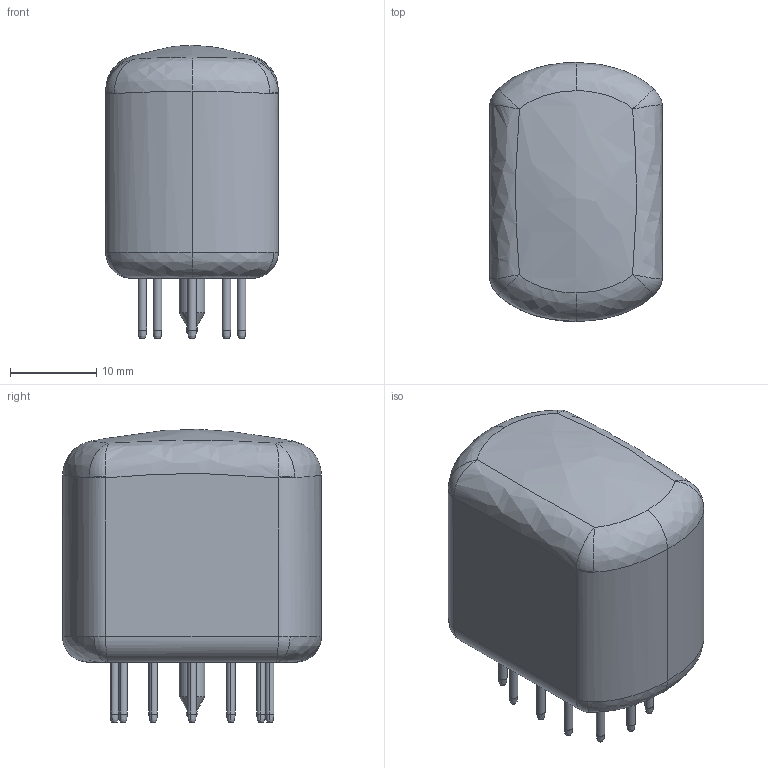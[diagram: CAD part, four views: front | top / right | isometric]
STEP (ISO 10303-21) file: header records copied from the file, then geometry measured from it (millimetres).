
FILE_DESCRIPTION(('FreeCAD Model'),'2;1');
FILE_NAME('Open CASCADE Shape Model','2024-01-16T22:55:51',('Author'),( ''),'Open CASCADE STEP processor 7.6','FreeCAD','Unknown');
FILE_SCHEMA(('AUTOMOTIVE_DESIGN { 1 0 10303 214 1 1 1 1 }'));
Length unit declared in the file: millimetre
Products named in the file (18): IN-12 Nixie Tube; IN-12 nixie tube glass body; IN-12 nixie tube pin; IN-12 nixie tube anode grid; IN-12 nixie tube 0 digit; IN-12 nixie tube 1 digit; IN-12 nixie tube 2 digit; IN-12 nixie tube 3 digit; IN-12 nixie tube 4 digit; IN-12 nixie tube 5 digit; IN-12 nixie tube 6 digit; IN-12 nixie tube 7 digit; IN-12 nixie tube 8 digit; IN-12 nixie tube 9 digit; IN-12 nixie tube spacer; IN-12 nixie tube rod; IN-12 nixie tube back plate 1; IN-12 nixie tube back plate 2
Assembly tree (52 placements, depth 2):
  IN-12 Nixie Tube
    IN-12 nixie tube glass body
    IN-12 nixie tube pin  x12
    IN-12 nixie tube anode grid
    IN-12 nixie tube 0 digit
    IN-12 nixie tube 1 digit
    IN-12 nixie tube 2 digit
    IN-12 nixie tube 3 digit
    IN-12 nixie tube 4 digit
    IN-12 nixie tube 5 digit
    IN-12 nixie tube 6 digit
    IN-12 nixie tube 7 digit
    IN-12 nixie tube 8 digit
    IN-12 nixie tube 9 digit
    IN-12 nixie tube spacer  x24
    IN-12 nixie tube rod  x2
    IN-12 nixie tube back plate 1
    IN-12 nixie tube back plate 2
Bounding box: 20 x 30 x 33.99 mm (x, y, z)
Volume: 4121.6 mm3; surface area: 10940.5 mm2
Topology: 52 solids, 52 shells, 1494 faces, 4093 edges, 2691 vertices
Faces by surface type: plane 933, cylinder 302, bspline 253, cone 4, sphere 2
Entity records: 64264 total; most frequent: CARTESIAN_POINT 30289, ORIENTED_EDGE 7370, DIRECTION 5765, EDGE_CURVE 3685, LINE 2827, VECTOR 2827, VERTEX_POINT 2437, FACE_BOUND 1608
